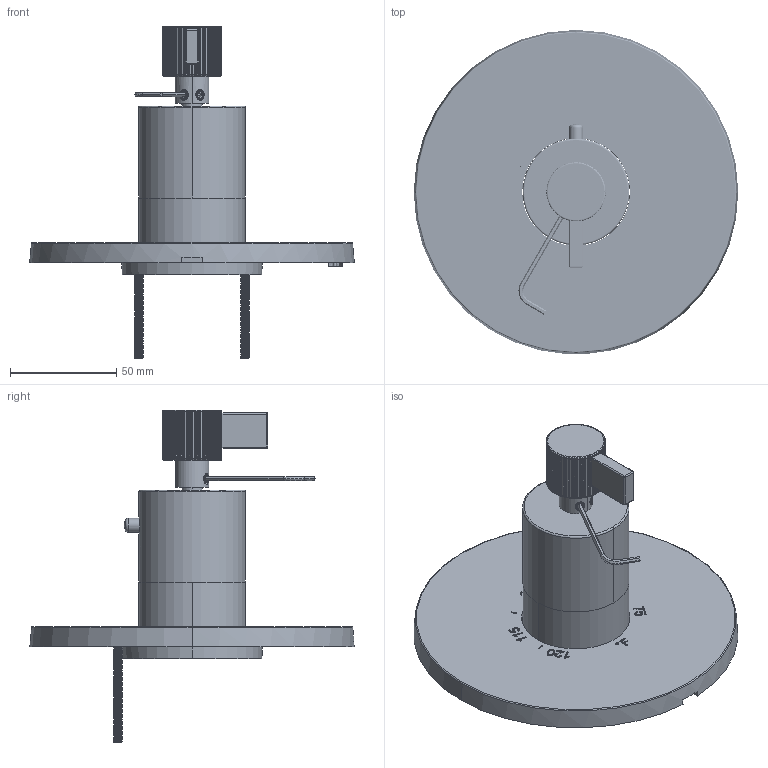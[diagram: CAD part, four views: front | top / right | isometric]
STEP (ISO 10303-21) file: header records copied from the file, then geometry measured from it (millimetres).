
FILE_DESCRIPTION((''),'2;1');
FILE_NAME('3-3234TR_ASM','2025-05-02T13:08:35',('eliu'),(''),'CREO PARAMETRIC BY PTC INC, 2023134','CREO PARAMETRIC BY PTC INC, 2023134','');
FILE_SCHEMA(('CONFIG_CONTROL_DESIGN'));
Length unit declared in the file: inch
Products named in the file (21): 12117; 92075; 91757; H-78_2_FEET; 1-331_ASM; 12120; 11029; 12541; 11555; 92137; 11033; 20-176_ASM; 91308; 92113; 13190; 13191; 92984; 92000; 10192; 20-457_ASM; 3-3234TR_ASM
Assembly tree (23 placements, depth 3):
  3-3234TR_ASM
    1-331_ASM
      12117
      92075  x2
      91757  x2
      H-78_2_FEET
    12120
    11029
    20-176_ASM
      12541
      11555
      92137
      11033
    91308
    92113
    20-457_ASM
      13190
      13191
      92984
      92000  x2
      10192
Bounding box: 152.4 x 152.25 x 155.91 mm (x, y, z)
Volume: 140668.6 mm3; surface area: 123054.7 mm2
Topology: 20 solids, 20 shells, 1946 faces, 5194 edges, 3321 vertices
Faces by surface type: plane 685, cylinder 678, bspline 198, extrusion 184, cone 149, torus 32, sphere 16, revolution 4
Entity records: 98417 total; most frequent: CARTESIAN_POINT 58142, ORIENTED_EDGE 9250, DIRECTION 6694, EDGE_CURVE 4625, VERTEX_POINT 2963, AXIS2_PLACEMENT_3D 2303, VECTOR 2084, B_SPLINE_CURVE_WITH_KNOTS 2076
